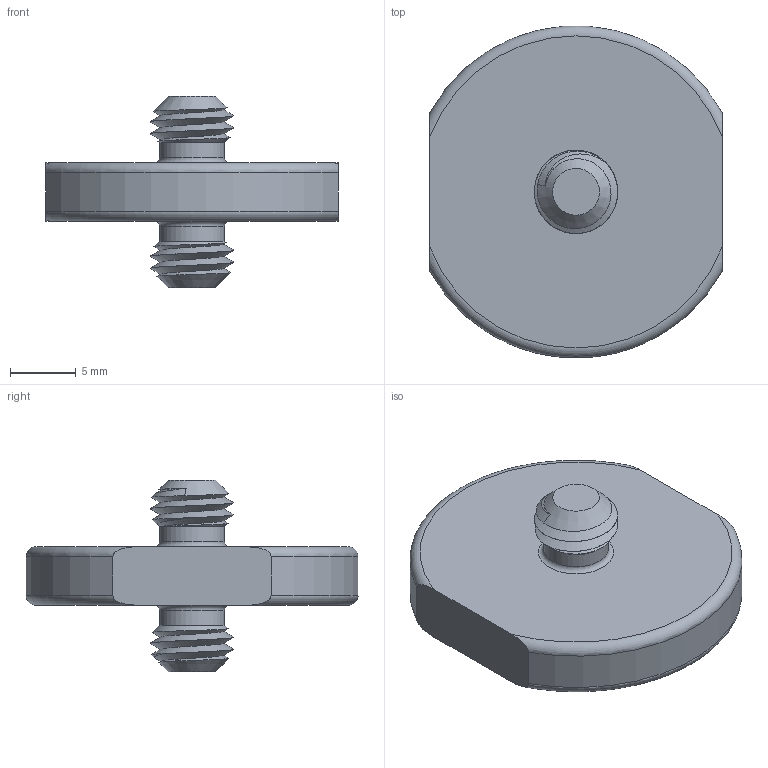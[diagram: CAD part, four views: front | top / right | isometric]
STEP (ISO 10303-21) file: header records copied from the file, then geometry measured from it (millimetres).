
FILE_DESCRIPTION(/* description */ (''),/* implementation_level */ '2;1');
FILE_NAME(/* name */ 'MH138-1A.stp',/* time_stamp */ '2017-05-05T17:36:01-04:00',/* author */ ('aneininger'),/* organization */ (''),/* preprocessor_version */ 'ST-DEVELOPER v16.5',/* originating_system */ 'Autodesk Inventor 2017',/* authorisation */ '');
FILE_SCHEMA (('AUTOMOTIVE_DESIGN { 1 0 10303 214 3 1 1 }'));
Length unit declared in the file: inch
Products named in the file (1): MH138-1A
Bounding box: 22.23 x 25.26 x 14.61 mm (x, y, z)
Volume: 2320.9 mm3; surface area: 1498.9 mm2
Topology: 1 solids, 1 shells, 32 faces, 80 edges, 52 vertices
Faces by surface type: plane 10, cone 6, torus 6, cylinder 6, bspline 4
Full cylindrical faces by diameter (mm): 4.953 x2
Entity records: 1603 total; most frequent: CARTESIAN_POINT 895, ORIENTED_EDGE 132, DIRECTION 120, EDGE_CURVE 66, AXIS2_PLACEMENT_3D 51, VERTEX_POINT 46, EDGE_LOOP 38, STYLED_ITEM 31
